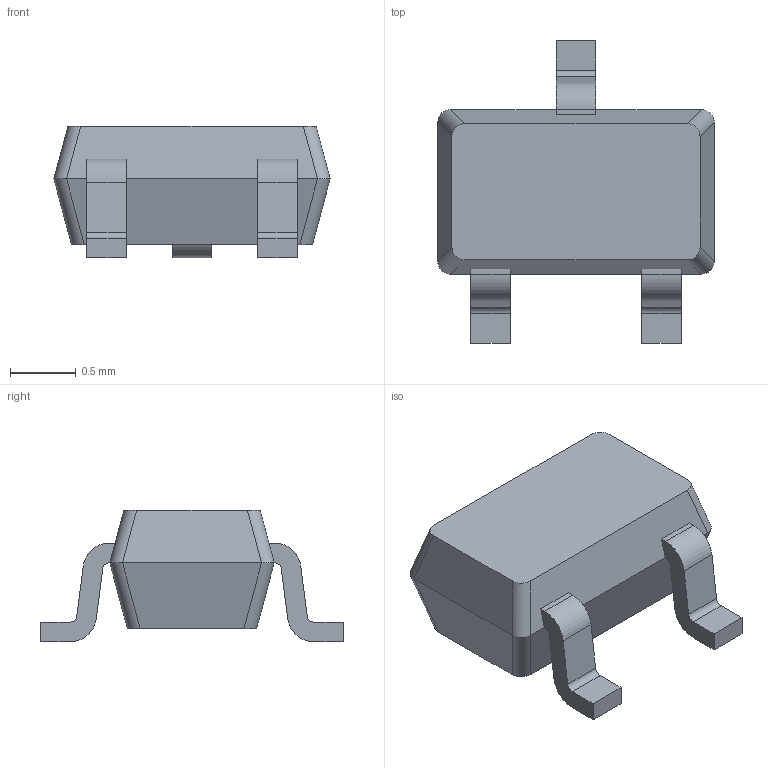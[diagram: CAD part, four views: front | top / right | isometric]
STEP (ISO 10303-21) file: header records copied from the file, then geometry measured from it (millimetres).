
FILE_DESCRIPTION(('FreeCAD Model'),'2;1');
FILE_NAME('User Library-sc70-3.step','2017-10-07T22:47:07',('kicad StepUp'),('ksu MCAD') ,'Open CASCADE STEP processor 6.8','FreeCAD','Unknown');
FILE_SCHEMA(('AUTOMOTIVE_DESIGN_CC2 { 1 2 10303 214 -1 1 5 4 }'));
Length unit declared in the file: millimetre
Products named in the file (2): ASSEMBLY; User_Library-sc70-3
Assembly tree (1 placements, depth 2):
  ASSEMBLY
    User_Library-sc70-3
Bounding box: 2.1 x 2.3 x 1 mm (x, y, z)
Volume: 2.1 mm3; surface area: 12.1 mm2
Topology: 1 solids, 1 shells, 57 faces, 151 edges, 96 vertices
Faces by surface type: plane 37, cylinder 20
Entity records: 2167 total; most frequent: CARTESIAN_POINT 342, ORIENTED_EDGE 302, DIRECTION 281, EDGE_CURVE 151, LINE 115, VECTOR 115, VERTEX_POINT 96, AXIS2_PLACEMENT_3D 83
